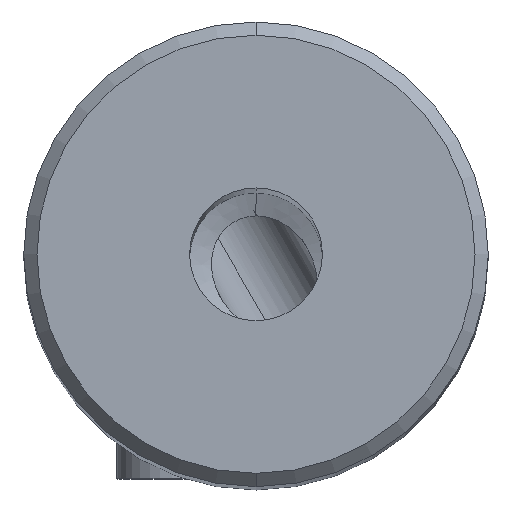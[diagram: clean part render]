
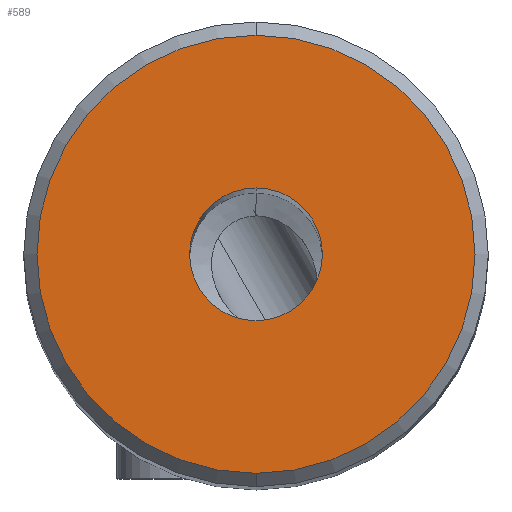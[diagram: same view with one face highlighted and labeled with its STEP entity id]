
A CAD part, top view. The second image highlights one B-rep face of the part: STEP entity #589.
In plain terms, the highlighted planar face has unit normal (0, 0, 1).
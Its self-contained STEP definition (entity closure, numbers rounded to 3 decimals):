
#589=ADVANCED_FACE('NONE',(#1495,#1496),#1497,.F.);
#621=VERTEX_POINT('NONE',#1534);
#771=EDGE_CURVE('NONE',#1093,#897,#1697,.F.);
#897=VERTEX_POINT('NONE',#1831);
#1085=EDGE_CURVE('NONE',#1149,#621,#2043,.F.);
#1093=VERTEX_POINT('NONE',#2051);
#1145=EDGE_CURVE('NONE',#621,#1149,#2110,.T.);
#1149=VERTEX_POINT('NONE',#2114);
#1337=EDGE_CURVE('NONE',#897,#1093,#2324,.T.);
#1495=FACE_OUTER_BOUND('',#2562,.T.);
#1496=FACE_BOUND('',#2563,.T.);
#1497=PLANE('',#2564);
#1534=CARTESIAN_POINT('',(0.,-3.3,39.499));
#1697=CIRCLE('',#2850,1.);
#1831=CARTESIAN_POINT('',(0.0,1.0,39.499));
#2043=CIRCLE('',#3472,3.3);
#2051=CARTESIAN_POINT('',(0.,-1.,39.499));
#2110=CIRCLE('',#3579,3.3);
#2114=CARTESIAN_POINT('',(0.0,3.3,39.499));
#2324=CIRCLE('',#3908,1.);
#2562=EDGE_LOOP('',(#4059,#4060));
#2563=EDGE_LOOP('',(#4061,#4062));
#2564=AXIS2_PLACEMENT_3D('',#4063,#4064,#4065);
#2850=AXIS2_PLACEMENT_3D('',#4313,#4314,#4315);
#3472=AXIS2_PLACEMENT_3D('',#4728,#4729,#4730);
#3579=AXIS2_PLACEMENT_3D('',#4804,#4805,#4806);
#3908=AXIS2_PLACEMENT_3D('',#5103,#5104,#5105);
#4059=ORIENTED_EDGE('',*,*,#1085,.T.);
#4060=ORIENTED_EDGE('',*,*,#1145,.T.);
#4061=ORIENTED_EDGE('',*,*,#1337,.F.);
#4062=ORIENTED_EDGE('',*,*,#771,.F.);
#4063=CARTESIAN_POINT('',(3.5,0.,39.499));
#4064=DIRECTION('',(0.0,0.,-1.0));
#4065=DIRECTION('',(0.0,1.0,0.));
#4313=CARTESIAN_POINT('',(0.0,0.,39.499));
#4314=DIRECTION('',(0.0,0.,-1.0));
#4315=DIRECTION('',(0.0,1.0,0.));
#4728=CARTESIAN_POINT('',(0.0,0.,39.499));
#4729=DIRECTION('',(0.0,0.,-1.0));
#4730=DIRECTION('',(0.0,1.0,0.));
#4804=CARTESIAN_POINT('',(0.0,0.,39.499));
#4805=DIRECTION('',(0.0,0.,1.0));
#4806=DIRECTION('',(0.0,1.0,0.));
#5103=CARTESIAN_POINT('',(0.0,0.,39.499));
#5104=DIRECTION('',(0.0,0.,1.0));
#5105=DIRECTION('',(0.0,1.0,0.));
